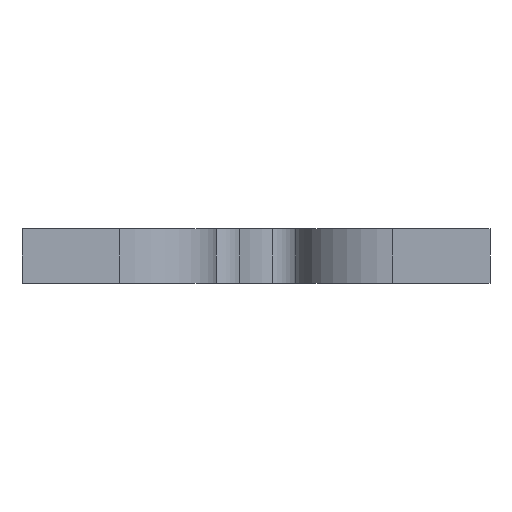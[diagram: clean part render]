
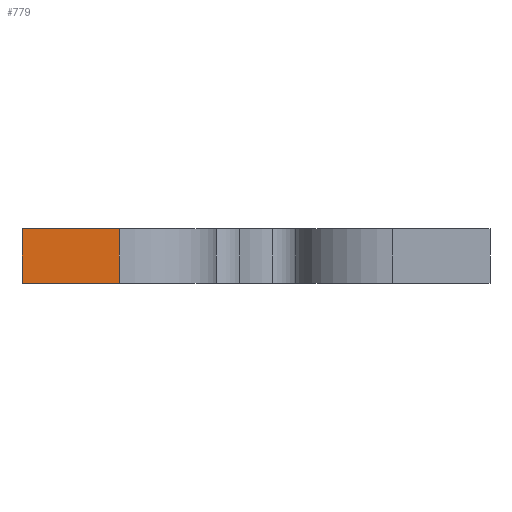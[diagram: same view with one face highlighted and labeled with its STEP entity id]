
A CAD part, front view. The second image highlights one B-rep face of the part: STEP entity #779.
In plain terms, the highlighted planar face has unit normal (0, -1, 0).
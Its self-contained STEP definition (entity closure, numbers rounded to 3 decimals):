
#94=FACE_OUTER_BOUND('',#133,.T.);
#133=EDGE_LOOP('',(#552,#553,#554,#555));
#198=LINE('',#1207,#271);
#199=LINE('',#1209,#272);
#200=LINE('',#1211,#273);
#201=LINE('',#1212,#274);
#271=VECTOR('',#975,10.);
#272=VECTOR('',#976,10.);
#273=VECTOR('',#977,10.);
#274=VECTOR('',#978,10.);
#341=VERTEX_POINT('',#1205);
#342=VERTEX_POINT('',#1206);
#343=VERTEX_POINT('',#1208);
#344=VERTEX_POINT('',#1210);
#428=EDGE_CURVE('',#341,#342,#198,.T.);
#429=EDGE_CURVE('',#341,#343,#199,.T.);
#430=EDGE_CURVE('',#344,#343,#200,.T.);
#431=EDGE_CURVE('',#342,#344,#201,.T.);
#552=ORIENTED_EDGE('',*,*,#428,.F.);
#553=ORIENTED_EDGE('',*,*,#429,.T.);
#554=ORIENTED_EDGE('',*,*,#430,.F.);
#555=ORIENTED_EDGE('',*,*,#431,.F.);
#730=PLANE('',#842);
#779=ADVANCED_FACE('',(#94),#730,.T.);
#842=AXIS2_PLACEMENT_3D('',#1204,#973,#974);
#973=DIRECTION('center_axis',(0.,-1.,0.));
#974=DIRECTION('ref_axis',(1.,0.,0.));
#975=DIRECTION('',(-1.,0.,0.));
#976=DIRECTION('',(0.,0.,1.));
#977=DIRECTION('',(1.,0.,0.));
#978=DIRECTION('',(0.,0.,1.));
#1204=CARTESIAN_POINT('Origin',(-107.8,-107.8,0.));
#1205=CARTESIAN_POINT('',(-63.,-107.8,0.));
#1206=CARTESIAN_POINT('',(-107.8,-107.8,0.));
#1207=CARTESIAN_POINT('',(-63.,-107.8,0.));
#1208=CARTESIAN_POINT('',(-63.,-107.8,25.));
#1209=CARTESIAN_POINT('',(-63.,-107.8,0.));
#1210=CARTESIAN_POINT('',(-107.8,-107.8,25.));
#1211=CARTESIAN_POINT('',(-63.,-107.8,25.));
#1212=CARTESIAN_POINT('',(-107.8,-107.8,0.));
